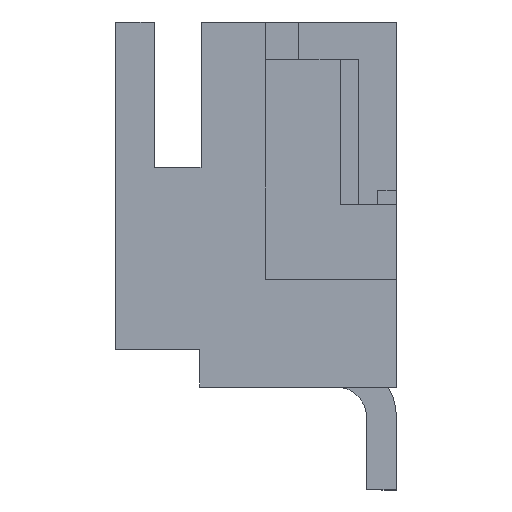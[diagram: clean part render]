
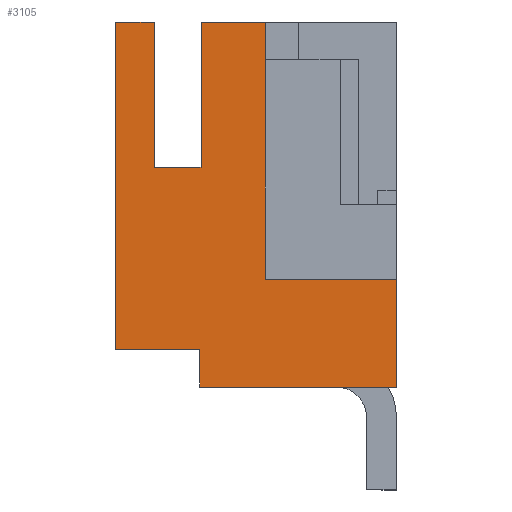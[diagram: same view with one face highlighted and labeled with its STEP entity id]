
A CAD part, left-side view. The second image highlights one B-rep face of the part: STEP entity #3105.
In plain terms, the highlighted planar face has unit normal (-1, 0, 0).
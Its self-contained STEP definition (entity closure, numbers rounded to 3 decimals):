
#20 = CARTESIAN_POINT ( 'NONE',  ( -6.25, 0., -2. ) ) ;
#87 = DIRECTION ( 'NONE',  ( 0., 1., 0. ) ) ;
#117 = EDGE_CURVE ( 'NONE', #3004, #270, #420, .T. ) ;
#154 = DIRECTION ( 'NONE',  ( 0., -1., 0. ) ) ;
#179 = CARTESIAN_POINT ( 'NONE',  ( -6.25, 0., -0.5 ) ) ;
#270 = VERTEX_POINT ( 'NONE', #4065 ) ;
#302 = PLANE ( 'NONE',  #1172 ) ;
#420 = LINE ( 'NONE', #3972, #922 ) ;
#429 = VERTEX_POINT ( 'NONE', #179 ) ;
#436 = EDGE_CURVE ( 'NONE', #817, #4092, #1189, .T. ) ;
#530 = ORIENTED_EDGE ( 'NONE', *, *, #3372, .F. ) ;
#621 = ORIENTED_EDGE ( 'NONE', *, *, #2780, .F. ) ;
#688 = CARTESIAN_POINT ( 'NONE',  ( -6.25, 4.175, 1.9 ) ) ;
#722 = CARTESIAN_POINT ( 'NONE',  ( -6.25, 4.2, -2. ) ) ;
#817 = VERTEX_POINT ( 'NONE', #5446 ) ;
#863 = VECTOR ( 'NONE', #5436, 1000. ) ;
#899 = LINE ( 'NONE', #4239, #5538 ) ;
#922 = VECTOR ( 'NONE', #3074, 1000. ) ;
#1075 = CARTESIAN_POINT ( 'NONE',  ( -6.25, 4.175, 5. ) ) ;
#1172 = AXIS2_PLACEMENT_3D ( 'NONE', #3450, #3058, #4346 ) ;
#1189 = LINE ( 'NONE', #2007, #3303 ) ;
#1207 = CARTESIAN_POINT ( 'NONE',  ( -6.25, 5.175, 1.9 ) ) ;
#1254 = CARTESIAN_POINT ( 'NONE',  ( -6.25, 4.2, -2.8 ) ) ;
#1453 = DIRECTION ( 'NONE',  ( 0., 0., -1. ) ) ;
#1476 = EDGE_LOOP ( 'NONE', ( #5757, #621, #530, #1808, #3299, #2349, #5213, #1780, #5812, #4921, #1718, #4750 ) ) ;
#1486 = CARTESIAN_POINT ( 'NONE',  ( -6.25, 2.8, -0.5 ) ) ;
#1508 = LINE ( 'NONE', #1254, #2576 ) ;
#1517 = EDGE_CURVE ( 'NONE', #3466, #429, #2571, .T. ) ;
#1545 = CARTESIAN_POINT ( 'NONE',  ( -6.25, 0., -2.8 ) ) ;
#1635 = CARTESIAN_POINT ( 'NONE',  ( -6.25, 2.8, -0.5 ) ) ;
#1718 = ORIENTED_EDGE ( 'NONE', *, *, #4154, .T. ) ;
#1780 = ORIENTED_EDGE ( 'NONE', *, *, #117, .F. ) ;
#1808 = ORIENTED_EDGE ( 'NONE', *, *, #436, .F. ) ;
#1835 = CARTESIAN_POINT ( 'NONE',  ( -6.25, 6., -2. ) ) ;
#1841 = EDGE_CURVE ( 'NONE', #4928, #3507, #4906, .T. ) ;
#1861 = CARTESIAN_POINT ( 'NONE',  ( -6.25, 6., 5. ) ) ;
#1939 = LINE ( 'NONE', #1861, #5325 ) ;
#1982 = VERTEX_POINT ( 'NONE', #722 ) ;
#2007 = CARTESIAN_POINT ( 'NONE',  ( -6.25, 5.175, 5. ) ) ;
#2052 = LINE ( 'NONE', #20, #863 ) ;
#2055 = VERTEX_POINT ( 'NONE', #1207 ) ;
#2059 = VERTEX_POINT ( 'NONE', #5234 ) ;
#2070 = EDGE_CURVE ( 'NONE', #270, #1982, #1508, .T. ) ;
#2087 = VECTOR ( 'NONE', #3870, 1000. ) ;
#2119 = DIRECTION ( 'NONE',  ( 0., 0., 1. ) ) ;
#2159 = DIRECTION ( 'NONE',  ( 0., 0., -1. ) ) ;
#2349 = ORIENTED_EDGE ( 'NONE', *, *, #3745, .T. ) ;
#2544 = DIRECTION ( 'NONE',  ( 0., 0., 1. ) ) ;
#2571 = LINE ( 'NONE', #4208, #5463 ) ;
#2576 = VECTOR ( 'NONE', #2119, 1000. ) ;
#2681 = CARTESIAN_POINT ( 'NONE',  ( -6.25, 6., -2. ) ) ;
#2744 = EDGE_CURVE ( 'NONE', #2059, #3507, #1939, .T. ) ;
#2780 = EDGE_CURVE ( 'NONE', #2055, #4928, #899, .T. ) ;
#2823 = DIRECTION ( 'NONE',  ( 0., -1., 0. ) ) ;
#2893 = LINE ( 'NONE', #5227, #5075 ) ;
#2908 = CARTESIAN_POINT ( 'NONE',  ( -6.25, 5.175, 5. ) ) ;
#2945 = VECTOR ( 'NONE', #1453, 1000. ) ;
#3004 = VERTEX_POINT ( 'NONE', #1545 ) ;
#3058 = DIRECTION ( 'NONE',  ( 1., 0., 0. ) ) ;
#3065 = LINE ( 'NONE', #2681, #4822 ) ;
#3074 = DIRECTION ( 'NONE',  ( 0., 1., 0. ) ) ;
#3083 = VECTOR ( 'NONE', #3876, 1000. ) ;
#3105 = ADVANCED_FACE ( 'NONE', ( #3585 ), #302, .F. ) ;
#3299 = ORIENTED_EDGE ( 'NONE', *, *, #5355, .T. ) ;
#3303 = VECTOR ( 'NONE', #4658, 1000. ) ;
#3372 = EDGE_CURVE ( 'NONE', #4092, #2055, #4514, .T. ) ;
#3450 = CARTESIAN_POINT ( 'NONE',  ( -6.25, 0., 0. ) ) ;
#3466 = VERTEX_POINT ( 'NONE', #1486 ) ;
#3507 = VERTEX_POINT ( 'NONE', #1075 ) ;
#3523 = EDGE_CURVE ( 'NONE', #3004, #429, #2893, .T. ) ;
#3585 = FACE_OUTER_BOUND ( 'NONE', #1476, .T. ) ;
#3686 = CARTESIAN_POINT ( 'NONE',  ( -6.25, 4.175, 1.9 ) ) ;
#3745 = EDGE_CURVE ( 'NONE', #5452, #1982, #2052, .T. ) ;
#3870 = DIRECTION ( 'NONE',  ( 0., 0., 1. ) ) ;
#3876 = DIRECTION ( 'NONE',  ( 0., 0., 1. ) ) ;
#3940 = LINE ( 'NONE', #1635, #3083 ) ;
#3972 = CARTESIAN_POINT ( 'NONE',  ( -6.25, 4.2, -2.8 ) ) ;
#4065 = CARTESIAN_POINT ( 'NONE',  ( -6.25, 4.2, -2.8 ) ) ;
#4092 = VERTEX_POINT ( 'NONE', #2908 ) ;
#4154 = EDGE_CURVE ( 'NONE', #3466, #2059, #3940, .T. ) ;
#4208 = CARTESIAN_POINT ( 'NONE',  ( -6.25, 2.8, -0.5 ) ) ;
#4239 = CARTESIAN_POINT ( 'NONE',  ( -6.25, 6., 1.9 ) ) ;
#4346 = DIRECTION ( 'NONE',  ( 0., 0., -1. ) ) ;
#4514 = LINE ( 'NONE', #4585, #2945 ) ;
#4585 = CARTESIAN_POINT ( 'NONE',  ( -6.25, 5.175, 5. ) ) ;
#4658 = DIRECTION ( 'NONE',  ( 0., -1., 0. ) ) ;
#4750 = ORIENTED_EDGE ( 'NONE', *, *, #2744, .T. ) ;
#4822 = VECTOR ( 'NONE', #2159, 1000. ) ;
#4906 = LINE ( 'NONE', #688, #2087 ) ;
#4921 = ORIENTED_EDGE ( 'NONE', *, *, #1517, .F. ) ;
#4928 = VERTEX_POINT ( 'NONE', #3686 ) ;
#5075 = VECTOR ( 'NONE', #2544, 1000. ) ;
#5213 = ORIENTED_EDGE ( 'NONE', *, *, #2070, .F. ) ;
#5227 = CARTESIAN_POINT ( 'NONE',  ( -6.25, 0., 5. ) ) ;
#5234 = CARTESIAN_POINT ( 'NONE',  ( -6.25, 2.8, 5. ) ) ;
#5325 = VECTOR ( 'NONE', #87, 1000. ) ;
#5355 = EDGE_CURVE ( 'NONE', #817, #5452, #3065, .T. ) ;
#5436 = DIRECTION ( 'NONE',  ( 0., -1., 0. ) ) ;
#5446 = CARTESIAN_POINT ( 'NONE',  ( -6.25, 6., 5. ) ) ;
#5452 = VERTEX_POINT ( 'NONE', #1835 ) ;
#5463 = VECTOR ( 'NONE', #154, 1000. ) ;
#5538 = VECTOR ( 'NONE', #2823, 1000. ) ;
#5757 = ORIENTED_EDGE ( 'NONE', *, *, #1841, .F. ) ;
#5812 = ORIENTED_EDGE ( 'NONE', *, *, #3523, .T. ) ;
